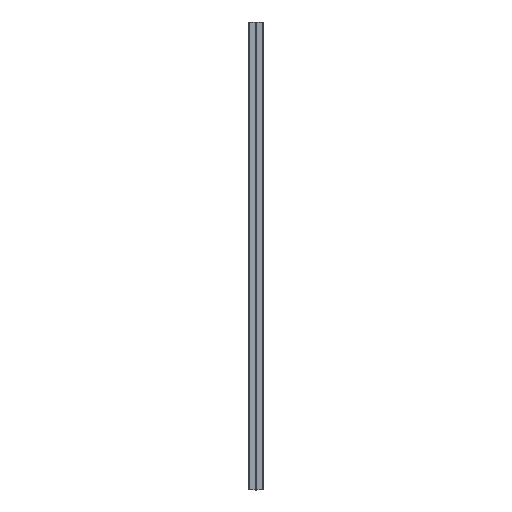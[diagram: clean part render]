
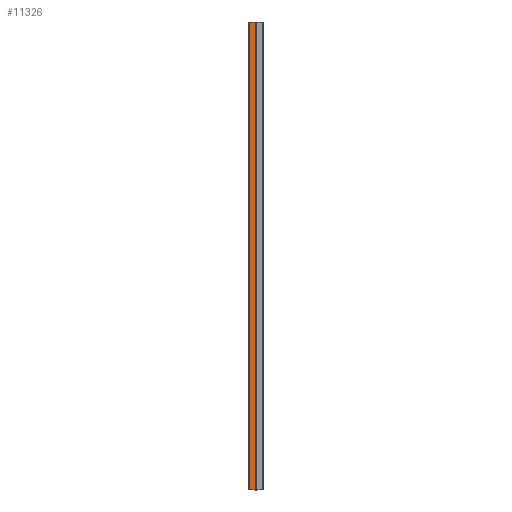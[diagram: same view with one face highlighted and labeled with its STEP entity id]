
A CAD part, left-side view. The second image highlights one B-rep face of the part: STEP entity #11326.
In plain terms, the highlighted planar face has unit normal (-1, 0, 0).
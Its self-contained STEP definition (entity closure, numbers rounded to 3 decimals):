
#578 = CARTESIAN_POINT ( 'NONE',  ( -20.5, 2.25, -1300. ) ) ;
#4430 = DIRECTION ( 'NONE',  ( 0., 1., 0. ) ) ;
#5008 = PLANE ( 'NONE',  #16253 ) ;
#5801 = EDGE_LOOP ( 'NONE', ( #18920, #57138, #52864, #31749 ) ) ;
#7933 = VECTOR ( 'NONE', #22055, 1000. ) ;
#8229 = CARTESIAN_POINT ( 'NONE',  ( -20.5, 2.25, -650. ) ) ;
#9643 = CARTESIAN_POINT ( 'NONE',  ( -20.5, 18.75, -650. ) ) ;
#11107 = FACE_OUTER_BOUND ( 'NONE', #5801, .T. ) ;
#11326 = ADVANCED_FACE ( 'NONE', ( #11107 ), #5008, .F. ) ;
#11837 = LINE ( 'NONE', #39819, #37452 ) ;
#13367 = CARTESIAN_POINT ( 'NONE',  ( -20.5, 18.75, 0. ) ) ;
#16253 = AXIS2_PLACEMENT_3D ( 'NONE', #49112, #35942, #22401 ) ;
#18920 = ORIENTED_EDGE ( 'NONE', *, *, #56029, .T. ) ;
#20454 = LINE ( 'NONE', #8229, #38448 ) ;
#22055 = DIRECTION ( 'NONE',  ( 0., 1., 0. ) ) ;
#22401 = DIRECTION ( 'NONE',  ( 0., 0., -1. ) ) ;
#27206 = EDGE_CURVE ( 'NONE', #30946, #40711, #30155, .T. ) ;
#30155 = LINE ( 'NONE', #9643, #47442 ) ;
#30946 = VERTEX_POINT ( 'NONE', #38367 ) ;
#31749 = ORIENTED_EDGE ( 'NONE', *, *, #39736, .T. ) ;
#31842 = EDGE_CURVE ( 'NONE', #44028, #30946, #11837, .T. ) ;
#35942 = DIRECTION ( 'NONE',  ( 1., 0., 0. ) ) ;
#37452 = VECTOR ( 'NONE', #4430, 1000. ) ;
#38367 = CARTESIAN_POINT ( 'NONE',  ( -20.5, 18.75, -1300. ) ) ;
#38448 = VECTOR ( 'NONE', #47900, 1000. ) ;
#39736 = EDGE_CURVE ( 'NONE', #44028, #43851, #20454, .T. ) ;
#39819 = CARTESIAN_POINT ( 'NONE',  ( -20.5, 0., -1300. ) ) ;
#40619 = DIRECTION ( 'NONE',  ( 0., 0., 1. ) ) ;
#40711 = VERTEX_POINT ( 'NONE', #13367 ) ;
#43851 = VERTEX_POINT ( 'NONE', #51680 ) ;
#44028 = VERTEX_POINT ( 'NONE', #578 ) ;
#47442 = VECTOR ( 'NONE', #40619, 1000. ) ;
#47900 = DIRECTION ( 'NONE',  ( 0., 0., 1. ) ) ;
#48574 = CARTESIAN_POINT ( 'NONE',  ( -20.5, 0., 0. ) ) ;
#49112 = CARTESIAN_POINT ( 'NONE',  ( -20.5, 0., -650. ) ) ;
#49536 = LINE ( 'NONE', #48574, #7933 ) ;
#51680 = CARTESIAN_POINT ( 'NONE',  ( -20.5, 2.25, 0. ) ) ;
#52864 = ORIENTED_EDGE ( 'NONE', *, *, #31842, .F. ) ;
#56029 = EDGE_CURVE ( 'NONE', #43851, #40711, #49536, .T. ) ;
#57138 = ORIENTED_EDGE ( 'NONE', *, *, #27206, .F. ) ;
